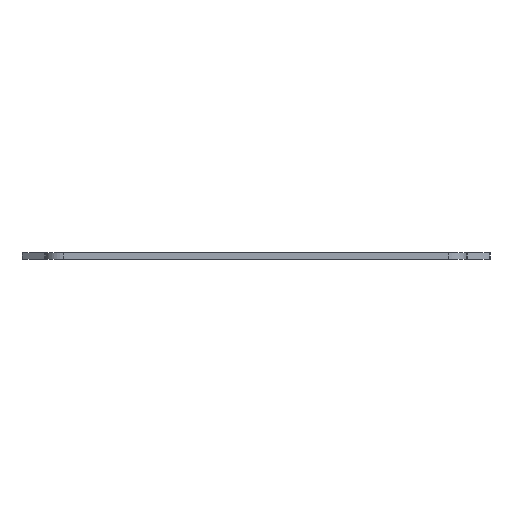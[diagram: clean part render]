
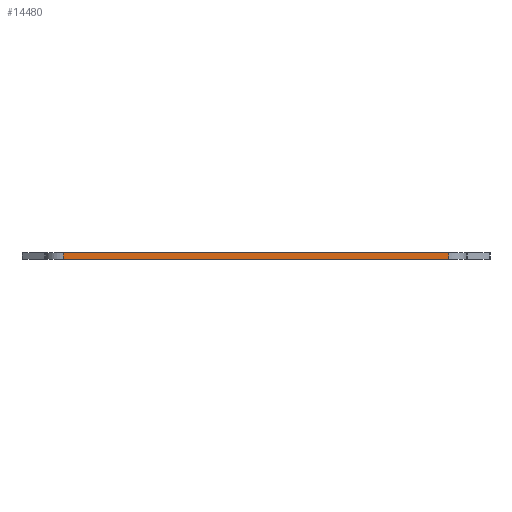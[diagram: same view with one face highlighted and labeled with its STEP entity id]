
A CAD part, left-side view. The second image highlights one B-rep face of the part: STEP entity #14480.
In plain terms, the highlighted planar face has unit normal (-1, 0, 0).
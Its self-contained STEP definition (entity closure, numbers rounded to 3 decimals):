
#519=PLANE('',#15932);
#1220=FACE_OUTER_BOUND('',#2098,.T.);
#2098=EDGE_LOOP('',(#13349,#13350,#13351,#13352));
#2121=LINE('',#20245,#3517);
#2489=LINE('',#21737,#3885);
#3502=LINE('',#24446,#4898);
#3504=LINE('',#24449,#4900);
#3517=VECTOR('',#15969,10.);
#3885=VECTOR('',#17109,10.);
#4898=VECTOR('',#20176,10.);
#4900=VECTOR('',#20180,10.);
#5644=VERTEX_POINT('',#20242);
#5645=VERTEX_POINT('',#20244);
#6382=VERTEX_POINT('',#21734);
#6383=VERTEX_POINT('',#21736);
#7061=EDGE_CURVE('',#5645,#5644,#2121,.T.);
#7808=EDGE_CURVE('',#6382,#6383,#2489,.T.);
#9166=EDGE_CURVE('',#6383,#5644,#3502,.T.);
#9168=EDGE_CURVE('',#5645,#6382,#3504,.T.);
#13349=ORIENTED_EDGE('',*,*,#9166,.F.);
#13350=ORIENTED_EDGE('',*,*,#7808,.F.);
#13351=ORIENTED_EDGE('',*,*,#9168,.F.);
#13352=ORIENTED_EDGE('',*,*,#7061,.T.);
#14480=ADVANCED_FACE('',(#1220),#519,.T.);
#15932=AXIS2_PLACEMENT_3D('',#24448,#20178,#20179);
#15969=DIRECTION('',(0.,-1.,0.));
#17109=DIRECTION('',(0.,-1.,0.));
#20176=DIRECTION('',(0.,0.,-1.));
#20178=DIRECTION('center_axis',(-1.,0.,0.));
#20179=DIRECTION('ref_axis',(0.,-1.,0.));
#20180=DIRECTION('',(0.,0.,1.));
#20242=CARTESIAN_POINT('',(0.095,4.258,2.5));
#20244=CARTESIAN_POINT('',(0.095,91.508,2.5));
#20245=CARTESIAN_POINT('',(0.095,71.695,2.5));
#21734=CARTESIAN_POINT('',(0.095,91.508,4.));
#21736=CARTESIAN_POINT('',(0.095,4.258,4.));
#21737=CARTESIAN_POINT('',(0.095,0.258,4.));
#24446=CARTESIAN_POINT('',(0.095,4.258,0.));
#24448=CARTESIAN_POINT('Origin',(0.095,95.508,0.));
#24449=CARTESIAN_POINT('',(0.095,91.508,0.));
